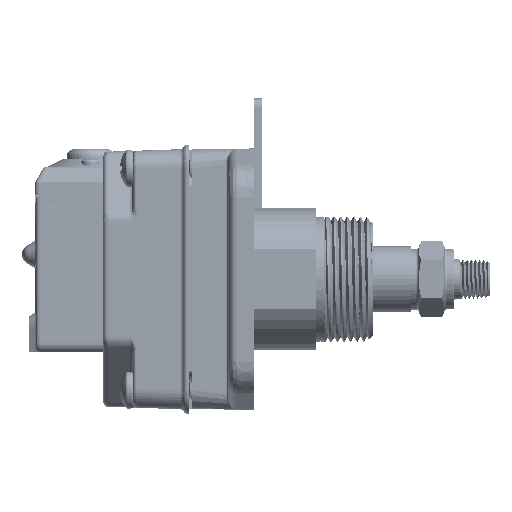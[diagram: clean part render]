
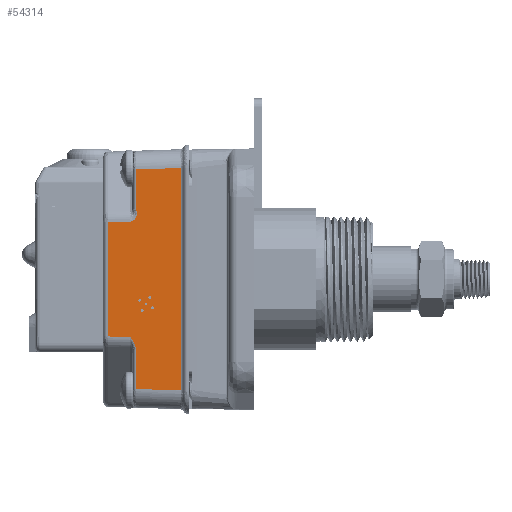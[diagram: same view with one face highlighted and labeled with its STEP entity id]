
A CAD part, left-side view. The second image highlights one B-rep face of the part: STEP entity #54314.
In plain terms, the highlighted planar face has unit normal (-0.999, 0.035, 0).
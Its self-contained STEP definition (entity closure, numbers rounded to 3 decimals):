
#46148=CARTESIAN_POINT('',(-63.205,17.035,
37.059));
#46177=DIRECTION('',(0.,0.,-1.));
#46178=VECTOR('',#46177,75.171);
#46179=CARTESIAN_POINT('',(-63.731,1.962,
37.585));
#46180=LINE('',#46179,#46178);
#46181=DIRECTION('',(-0.035,-0.999,-0.035));
#46182=VECTOR('',#46181,15.091);
#46183=CARTESIAN_POINT('',(-63.205,17.035,
-37.059));
#46184=LINE('',#46183,#46182);
#46185=DIRECTION('',(0.,0.,1.));
#46186=VECTOR('',#46185,13.199);
#46187=CARTESIAN_POINT('',(-63.205,17.035,
-37.059));
#46188=LINE('',#46187,#46186);
#46189=CARTESIAN_POINT('',(-63.205,17.035,
-23.86));
#46190=CARTESIAN_POINT('',(-63.205,17.035,
-23.799));
#46191=CARTESIAN_POINT('',(-63.205,17.038,
-23.68));
#46192=CARTESIAN_POINT('',(-63.205,17.045,
-23.566));
#46193=CARTESIAN_POINT('',(-63.205,17.05,
-23.509));
#46195=CARTESIAN_POINT('',(-63.205,17.05,
-23.509));
#46196=CARTESIAN_POINT('',(-63.204,17.06,
-23.404));
#46197=CARTESIAN_POINT('',(-63.203,17.087,
-23.189));
#46198=CARTESIAN_POINT('',(-63.201,17.155,
-22.855));
#46199=CARTESIAN_POINT('',(-63.197,17.255,
-22.496));
#46200=CARTESIAN_POINT('',(-63.193,17.386,
-22.122));
#46201=CARTESIAN_POINT('',(-63.187,17.552,
-21.733));
#46202=CARTESIAN_POINT('',(-63.18,17.754,
-21.326));
#46203=CARTESIAN_POINT('',(-63.174,17.914,
-21.042));
#46204=CARTESIAN_POINT('',(-63.171,18.,-20.897));
#46206=DIRECTION('',(-0.035,-0.999,-0.014));
#46207=VECTOR('',#46206,7.593);
#46208=CARTESIAN_POINT('',(-62.873,26.552,
-19.335));
#46209=LINE('',#46208,#46207);
#46210=DIRECTION('',(0.,0.,1.));
#46211=VECTOR('',#46210,38.67);
#46212=CARTESIAN_POINT('',(-62.873,26.552,
-19.335));
#46213=LINE('',#46212,#46211);
#46214=DIRECTION('',(0.035,0.999,-0.014));
#46215=VECTOR('',#46214,7.593);
#46216=CARTESIAN_POINT('',(-63.138,18.965,
19.445));
#46217=LINE('',#46216,#46215);
#46218=CARTESIAN_POINT('',(-63.138,18.965,
19.445));
#46219=CARTESIAN_POINT('',(-63.144,18.797,
19.447));
#46220=CARTESIAN_POINT('',(-63.155,18.457,
19.504));
#46221=CARTESIAN_POINT('',(-63.174,17.924,
19.761));
#46222=CARTESIAN_POINT('',(-63.192,17.4,
20.21));
#46223=CARTESIAN_POINT('',(-63.205,17.048,
20.7));
#46224=CARTESIAN_POINT('',(-63.212,16.827,
21.187));
#46225=CARTESIAN_POINT('',(-63.216,16.712,
21.65));
#46226=CARTESIAN_POINT('',(-63.218,16.676,
22.074));
#46227=CARTESIAN_POINT('',(-63.217,16.698,
22.457));
#46228=CARTESIAN_POINT('',(-63.215,16.757,
22.799));
#46229=CARTESIAN_POINT('',(-63.212,16.839,
23.103));
#46230=CARTESIAN_POINT('',(-63.209,16.927,
23.376));
#46231=CARTESIAN_POINT('',(-63.206,17.006,
23.627));
#46232=CARTESIAN_POINT('',(-63.205,17.035,
23.784));
#46233=CARTESIAN_POINT('',(-63.205,17.035,
23.86));
#46235=DIRECTION('',(0.,0.,1.));
#46236=VECTOR('',#46235,13.199);
#46237=CARTESIAN_POINT('',(-63.205,17.035,
23.86));
#46238=LINE('',#46237,#46236);
#46239=DIRECTION('',(-0.035,-0.999,0.035));
#46240=VECTOR('',#46239,15.091);
#46241=CARTESIAN_POINT('',(-63.205,17.035,
37.059));
#46242=LINE('',#46241,#46240);
#47563=CARTESIAN_POINT('',(-63.171,18.,-20.897));
#47564=CARTESIAN_POINT('',(-63.168,18.09,
-20.745));
#47565=CARTESIAN_POINT('',(-63.162,18.284,
-20.434));
#47566=CARTESIAN_POINT('',(-63.15,18.606,
-19.955));
#47567=CARTESIAN_POINT('',(-63.142,18.843,
-19.618));
#47568=CARTESIAN_POINT('',(-63.138,18.965,
-19.445));
#49561=CARTESIAN_POINT('',(-62.873,26.552,
-19.335));
#49562=CARTESIAN_POINT('',(-62.873,26.552,
19.335));
#49563=VERTEX_POINT('',#49561);
#49564=VERTEX_POINT('',#49562);
#49624=CARTESIAN_POINT('',(-63.731,1.962,
37.585));
#49625=CARTESIAN_POINT('',(-63.731,1.962,
-37.585));
#49626=VERTEX_POINT('',#49624);
#49627=VERTEX_POINT('',#49625);
#49739=VERTEX_POINT('',#46148);
#49742=CARTESIAN_POINT('',(-63.205,17.035,
23.86));
#49743=VERTEX_POINT('',#49742);
#49744=CARTESIAN_POINT('',(-63.205,17.035,
-37.059));
#49745=CARTESIAN_POINT('',(-63.205,17.035,
-23.86));
#49746=VERTEX_POINT('',#49744);
#49747=VERTEX_POINT('',#49745);
#50137=CARTESIAN_POINT('',(-63.138,18.965,
19.445));
#50138=VERTEX_POINT('',#50137);
#50149=CARTESIAN_POINT('',(-63.138,18.965,
-19.445));
#50150=VERTEX_POINT('',#50149);
#50515=VERTEX_POINT('',#46193);
#50516=VERTEX_POINT('',#46204);
#54285=CARTESIAN_POINT('',(-63.8,0.,-47.046));
#54286=DIRECTION('',(-0.999,0.035,0.));
#54287=DIRECTION('',(0.,0.,-1.));
#54288=AXIS2_PLACEMENT_3D('',#54285,#54286,#54287);
#54289=PLANE('',#54288);
#54290=ORIENTED_EDGE('',*,*,#54276,.T.);
#54292=ORIENTED_EDGE('',*,*,#54291,.F.);
#54294=ORIENTED_EDGE('',*,*,#54293,.T.);
#54296=ORIENTED_EDGE('',*,*,#54295,.T.);
#54298=ORIENTED_EDGE('',*,*,#54297,.T.);
#54300=ORIENTED_EDGE('',*,*,#54299,.T.);
#54302=ORIENTED_EDGE('',*,*,#54301,.F.);
#54304=ORIENTED_EDGE('',*,*,#54303,.T.);
#54306=ORIENTED_EDGE('',*,*,#54305,.F.);
#54308=ORIENTED_EDGE('',*,*,#54307,.T.);
#54310=ORIENTED_EDGE('',*,*,#54309,.T.);
#54311=ORIENTED_EDGE('',*,*,#54219,.T.);
#54312=EDGE_LOOP('',(#54290,#54292,#54294,#54296,#54298,#54300,#54302,#54304,
#54306,#54308,#54310,#54311));
#54313=FACE_OUTER_BOUND('',#54312,.F.);
#54314=ADVANCED_FACE('',(#54313),#54289,.T.);
#46194=B_SPLINE_CURVE_WITH_KNOTS('',3,(#46189,#46190,#46191,#46192,#46193),
.UNSPECIFIED.,.F.,.F.,(4,1,4),(0.,0.5,1.),.UNSPECIFIED.);
#46205=B_SPLINE_CURVE_WITH_KNOTS('',3,(#46195,#46196,#46197,#46198,#46199,
#46200,#46201,#46202,#46203,#46204),.UNSPECIFIED.,.F.,.F.,(4,1,1,1,1,1,1,4),(
0.,0.143,0.286,0.429,0.571,
0.714,0.857,1.),.UNSPECIFIED.);
#46234=B_SPLINE_CURVE_WITH_KNOTS('',3,(#46218,#46219,#46220,#46221,#46222,
#46223,#46224,#46225,#46226,#46227,#46228,#46229,#46230,#46231,#46232,#46233),
.UNSPECIFIED.,.F.,.F.,(4,1,1,1,1,1,1,1,1,1,1,1,1,4),(0.,0.077,
0.154,0.231,0.308,0.385,
0.462,0.538,0.615,0.692,
0.769,0.846,0.923,1.),.UNSPECIFIED.);
#47569=B_SPLINE_CURVE_WITH_KNOTS('',3,(#47563,#47564,#47565,#47566,#47567,
#47568),.UNSPECIFIED.,.F.,.F.,(4,1,1,4),(0.,0.333,
0.667,1.),.UNSPECIFIED.);
#54219=EDGE_CURVE('',#49739,#49626,#46242,.T.);
#54276=EDGE_CURVE('',#49626,#49627,#46180,.T.);
#54291=EDGE_CURVE('',#49746,#49627,#46184,.T.);
#54293=EDGE_CURVE('',#49746,#49747,#46188,.T.);
#54295=EDGE_CURVE('',#49747,#50515,#46194,.T.);
#54297=EDGE_CURVE('',#50515,#50516,#46205,.T.);
#54299=EDGE_CURVE('',#50516,#50150,#47569,.T.);
#54301=EDGE_CURVE('',#49563,#50150,#46209,.T.);
#54303=EDGE_CURVE('',#49563,#49564,#46213,.T.);
#54305=EDGE_CURVE('',#50138,#49564,#46217,.T.);
#54307=EDGE_CURVE('',#50138,#49743,#46234,.T.);
#54309=EDGE_CURVE('',#49743,#49739,#46238,.T.);
